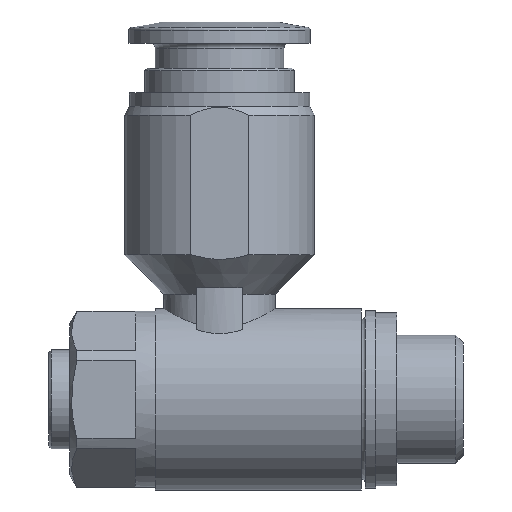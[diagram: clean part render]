
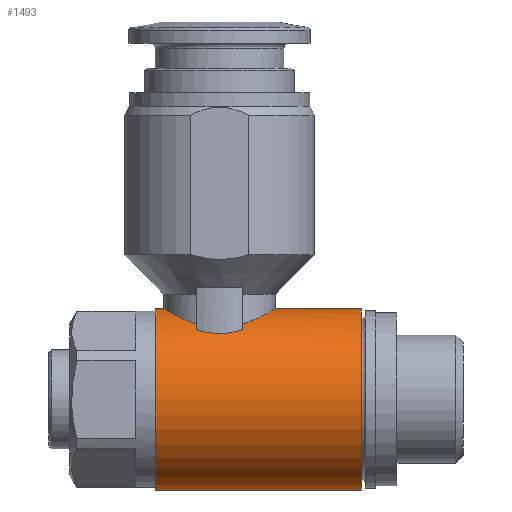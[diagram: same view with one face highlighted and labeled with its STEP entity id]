
A CAD part, left-side view. The second image highlights one B-rep face of the part: STEP entity #1493.
In plain terms, the highlighted cylindrical face has radius 6.9 mm (diameter 13.8 mm), a full revolution.
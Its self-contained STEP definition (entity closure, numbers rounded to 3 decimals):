
#162=CIRCLE('',#1584,6.9);
#163=CIRCLE('',#1585,6.9);
#164=CIRCLE('',#1586,6.9);
#165=CIRCLE('',#1587,6.9);
#166=CIRCLE('',#1588,6.9);
#167=CIRCLE('',#1589,6.9);
#224=B_SPLINE_CURVE_WITH_KNOTS('',3,(#2121,#2122,#2123,#2124,#2125,#2126,
#2127),.UNSPECIFIED.,.F.,.F.,(4,1,1,1,4),(0.015,0.018,
0.02,0.023,0.025),.UNSPECIFIED.);
#225=B_SPLINE_CURVE_WITH_KNOTS('',3,(#2131,#2132,#2133,#2134,#2135),
 .UNSPECIFIED.,.F.,.F.,(4,1,4),(0.,0.002,0.004),
 .UNSPECIFIED.);
#226=B_SPLINE_CURVE_WITH_KNOTS('',3,(#2139,#2140,#2141,#2142,#2143,#2144,
#2145),.UNSPECIFIED.,.F.,.F.,(4,1,1,1,4),(0.002,0.004,
0.007,0.009,0.012),
 .UNSPECIFIED.);
#227=B_SPLINE_CURVE_WITH_KNOTS('',3,(#2149,#2150,#2151,#2152,#2153),
 .UNSPECIFIED.,.F.,.F.,(4,1,4),(0.,0.002,0.004),
 .UNSPECIFIED.);
#270=ORIENTED_EDGE('',*,*,#528,.F.);
#271=ORIENTED_EDGE('',*,*,#529,.T.);
#272=ORIENTED_EDGE('',*,*,#530,.F.);
#273=ORIENTED_EDGE('',*,*,#531,.F.);
#274=ORIENTED_EDGE('',*,*,#532,.F.);
#275=ORIENTED_EDGE('',*,*,#533,.F.);
#276=ORIENTED_EDGE('',*,*,#534,.F.);
#277=ORIENTED_EDGE('',*,*,#535,.F.);
#278=ORIENTED_EDGE('',*,*,#536,.F.);
#279=ORIENTED_EDGE('',*,*,#537,.F.);
#528=EDGE_CURVE('',#655,#655,#162,.T.);
#529=EDGE_CURVE('',#656,#656,#163,.T.);
#530=EDGE_CURVE('',#657,#658,#164,.T.);
#531=EDGE_CURVE('',#659,#657,#224,.T.);
#532=EDGE_CURVE('',#660,#659,#165,.T.);
#533=EDGE_CURVE('',#661,#660,#225,.T.);
#534=EDGE_CURVE('',#662,#661,#166,.T.);
#535=EDGE_CURVE('',#663,#662,#226,.T.);
#536=EDGE_CURVE('',#664,#663,#167,.T.);
#537=EDGE_CURVE('',#658,#664,#227,.T.);
#655=VERTEX_POINT('',#2115);
#656=VERTEX_POINT('',#2117);
#657=VERTEX_POINT('',#2119);
#658=VERTEX_POINT('',#2120);
#659=VERTEX_POINT('',#2128);
#660=VERTEX_POINT('',#2130);
#661=VERTEX_POINT('',#2136);
#662=VERTEX_POINT('',#2138);
#663=VERTEX_POINT('',#2146);
#664=VERTEX_POINT('',#2148);
#744=EDGE_LOOP('',(#270));
#745=EDGE_LOOP('',(#271));
#746=EDGE_LOOP('',(#272,#273,#274,#275,#276,#277,#278,#279));
#857=FACE_BOUND('',#744,.T.);
#858=FACE_BOUND('',#745,.T.);
#859=FACE_BOUND('',#746,.T.);
#965=CYLINDRICAL_SURFACE('',#1583,6.9);
#1493=ADVANCED_FACE('',(#857,#858,#859),#965,.T.);
#1583=AXIS2_PLACEMENT_3D('',#2113,#1745,#1746);
#1584=AXIS2_PLACEMENT_3D('',#2114,#1747,#1748);
#1585=AXIS2_PLACEMENT_3D('',#2116,#1749,#1750);
#1586=AXIS2_PLACEMENT_3D('',#2118,#1751,#1752);
#1587=AXIS2_PLACEMENT_3D('',#2129,#1753,#1754);
#1588=AXIS2_PLACEMENT_3D('',#2137,#1755,#1756);
#1589=AXIS2_PLACEMENT_3D('',#2147,#1757,#1758);
#1745=DIRECTION('',(0.,-1.,0.));
#1746=DIRECTION('',(0.,0.,-1.));
#1747=DIRECTION('',(0.,-1.,0.));
#1748=DIRECTION('',(0.,0.,-1.));
#1749=DIRECTION('',(0.,-1.,0.));
#1750=DIRECTION('',(0.,0.,-1.));
#1751=DIRECTION('',(0.,-1.,0.));
#1752=DIRECTION('',(0.,0.,-1.));
#1753=DIRECTION('',(0.,-1.,0.));
#1754=DIRECTION('',(0.,0.,-1.));
#1755=DIRECTION('',(0.,1.,0.));
#1756=DIRECTION('',(0.,0.,1.));
#1757=DIRECTION('',(0.,1.,0.));
#1758=DIRECTION('',(0.,0.,1.));
#2113=CARTESIAN_POINT('',(0.,-18.55,0.));
#2114=CARTESIAN_POINT('',(0.,-10.8,0.));
#2115=CARTESIAN_POINT('',(0.,-10.8,-6.9));
#2116=CARTESIAN_POINT('',(0.,4.9,0.));
#2117=CARTESIAN_POINT('',(0.,4.9,-6.9));
#2118=CARTESIAN_POINT('',(0.,1.75,0.));
#2119=CARTESIAN_POINT('',(-3.873,1.75,5.711));
#2120=CARTESIAN_POINT('',(-4.416,1.75,5.302));
#2121=CARTESIAN_POINT('',(3.873,1.75,5.711));
#2122=CARTESIAN_POINT('',(3.54,2.487,5.936));
#2123=CARTESIAN_POINT('',(2.488,3.73,6.566));
#2124=CARTESIAN_POINT('',(0.007,4.511,7.068));
#2125=CARTESIAN_POINT('',(-2.496,3.728,6.564));
#2126=CARTESIAN_POINT('',(-3.539,2.488,5.937));
#2127=CARTESIAN_POINT('',(-3.873,1.75,5.711));
#2128=CARTESIAN_POINT('',(3.873,1.75,5.711));
#2129=CARTESIAN_POINT('',(0.,1.75,0.));
#2130=CARTESIAN_POINT('',(4.416,1.75,5.302));
#2131=CARTESIAN_POINT('',(4.416,-1.75,5.302));
#2132=CARTESIAN_POINT('',(4.632,-1.206,5.122));
#2133=CARTESIAN_POINT('',(4.868,-0.001,4.887));
#2134=CARTESIAN_POINT('',(4.632,1.206,5.122));
#2135=CARTESIAN_POINT('',(4.416,1.75,5.302));
#2136=CARTESIAN_POINT('',(4.416,-1.75,5.302));
#2137=CARTESIAN_POINT('',(0.,-1.75,0.));
#2138=CARTESIAN_POINT('',(3.873,-1.75,5.711));
#2139=CARTESIAN_POINT('',(-3.873,-1.75,5.711));
#2140=CARTESIAN_POINT('',(-3.541,-2.486,5.936));
#2141=CARTESIAN_POINT('',(-2.486,-3.731,6.566));
#2142=CARTESIAN_POINT('',(-0.012,-4.509,7.067));
#2143=CARTESIAN_POINT('',(2.494,-3.732,6.566));
#2144=CARTESIAN_POINT('',(3.542,-2.483,5.935));
#2145=CARTESIAN_POINT('',(3.873,-1.75,5.711));
#2146=CARTESIAN_POINT('',(-3.873,-1.75,5.711));
#2147=CARTESIAN_POINT('',(0.,-1.75,0.));
#2148=CARTESIAN_POINT('',(-4.416,-1.75,5.302));
#2149=CARTESIAN_POINT('',(-4.416,1.75,5.302));
#2150=CARTESIAN_POINT('',(-4.632,1.206,5.122));
#2151=CARTESIAN_POINT('',(-4.868,0.001,4.887));
#2152=CARTESIAN_POINT('',(-4.632,-1.206,5.122));
#2153=CARTESIAN_POINT('',(-4.416,-1.75,5.302));
